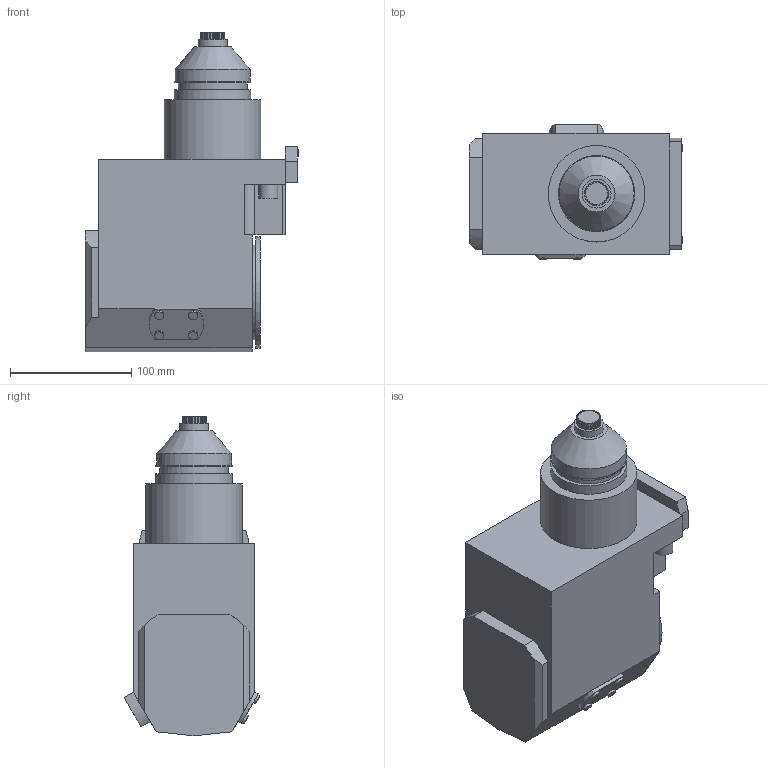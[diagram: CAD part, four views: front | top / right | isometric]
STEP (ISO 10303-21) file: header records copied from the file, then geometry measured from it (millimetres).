
FILE_DESCRIPTION(/* description */ (''),/* implementation_level */ '2;1');
FILE_NAME(/* name */ '1533804455806.stp',/* time_stamp */ '2018-08-09T10:47:42+02:00',/* author */ (''),/* organization */ ('SMS'),/* preprocessor_version */ 'ST-DEVELOPER v15',/* originating_system */ 'SIEMENS PLM Software NX 8.5',/* authorisation */ '');
FILE_SCHEMA (('AUTOMOTIVE_DESIGN { 1 0 10303 214 3 1 1 1 }'));
Length unit declared in the file: millimetre
Products named in the file (1): 201816125mod000_00
Bounding box: 176 x 112.29 x 264 mm (x, y, z)
Volume: 2536592.5 mm3; surface area: 140418.6 mm2
Topology: 1 solids, 1 shells, 194 faces, 515 edges, 344 vertices
Faces by surface type: plane 112, cylinder 75, cone 7
Full cylindrical faces by diameter (mm): 3 x1, 6 x2, 7.5 x2, 7.6 x2, 16 x2, 24 x1, 38.623 x1, 50 x1, 57 x1, 62 x1, 63 x2, 78 x1, 79.781 x1, 92 x1
Entity records: 5973 total; most frequent: CARTESIAN_POINT 1072, DIRECTION 1049, ORIENTED_EDGE 968, EDGE_CURVE 484, AXIS2_PLACEMENT_3D 368, VERTEX_POINT 333, LINE 313, VECTOR 313
